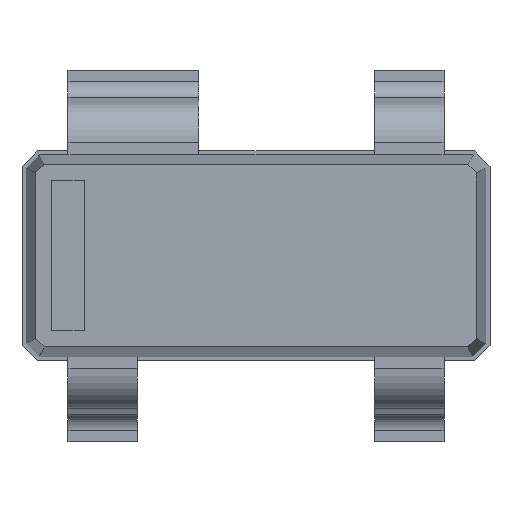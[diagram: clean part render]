
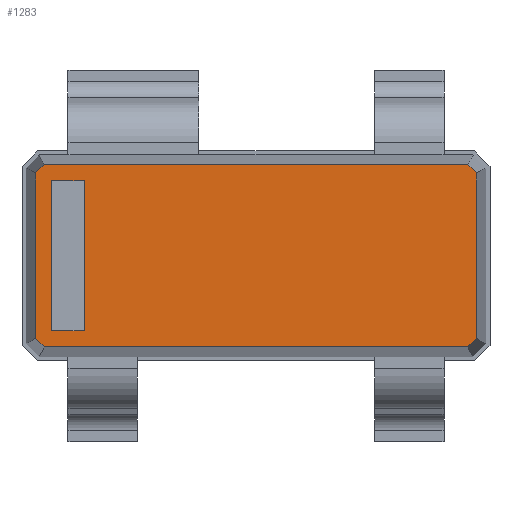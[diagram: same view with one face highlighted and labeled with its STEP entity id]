
A CAD part, top view. The second image highlights one B-rep face of the part: STEP entity #1283.
In plain terms, the highlighted planar face has unit normal (0, 0, 1).
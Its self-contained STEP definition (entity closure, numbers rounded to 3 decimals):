
#13=DIRECTION('',(0.,0.,1.));
#27=VECTOR('',#28,1.);
#28=DIRECTION('',(0.,1.,0.));
#51=VECTOR('',#52,1.);
#52=DIRECTION('',(0.707,0.707,0.));
#58=VECTOR('',#59,1.);
#59=DIRECTION('',(1.,0.,0.));
#65=VECTOR('',#66,1.);
#66=DIRECTION('',(0.707,-0.707,0.));
#72=VECTOR('',#73,1.);
#73=DIRECTION('',(0.,-1.,0.));
#79=VECTOR('',#80,1.);
#80=DIRECTION('',(-0.707,-0.707,0.));
#86=VECTOR('',#87,1.);
#87=DIRECTION('',(-1.,0.,0.));
#91=VECTOR('',#92,1.);
#92=DIRECTION('',(-0.707,0.707,0.));
#590=VERTEX_POINT('',#591);
#591=CARTESIAN_POINT('',(-1.313,-0.565,1.1));
#593=ORIENTED_EDGE('',*,*,#594,.F.);
#594=EDGE_CURVE('',#595,#590,#597,.T.);
#595=VERTEX_POINT('',#596);
#596=CARTESIAN_POINT('',(1.313,-0.565,1.1));
#597=LINE('',#596,#86);
#608=VERTEX_POINT('',#609);
#609=CARTESIAN_POINT('',(-1.365,-0.513,1.1));
#611=ORIENTED_EDGE('',*,*,#612,.F.);
#612=EDGE_CURVE('',#590,#608,#613,.T.);
#613=LINE('',#591,#91);
#622=VERTEX_POINT('',#623);
#623=CARTESIAN_POINT('',(-1.365,0.513,1.1));
#625=ORIENTED_EDGE('',*,*,#626,.F.);
#626=EDGE_CURVE('',#608,#622,#627,.T.);
#627=LINE('',#609,#27);
#636=VERTEX_POINT('',#637);
#637=CARTESIAN_POINT('',(-1.313,0.565,1.1));
#639=ORIENTED_EDGE('',*,*,#640,.F.);
#640=EDGE_CURVE('',#622,#636,#641,.T.);
#641=LINE('',#623,#51);
#666=VERTEX_POINT('',#667);
#667=CARTESIAN_POINT('',(1.313,0.565,1.1));
#669=ORIENTED_EDGE('',*,*,#670,.F.);
#670=EDGE_CURVE('',#636,#666,#671,.T.);
#671=LINE('',#637,#58);
#1283=ADVANCED_FACE('',(#1284,#1299),#1325,.T.);
#1284=FACE_BOUND('',#1285,.T.);
#1285=EDGE_LOOP('',(#625,#611,#593,#1286,#1291,#1296,#669,#639));
#1286=ORIENTED_EDGE('',*,*,#1287,.F.);
#1287=EDGE_CURVE('',#1288,#595,#1290,.T.);
#1288=VERTEX_POINT('',#1289);
#1289=CARTESIAN_POINT('',(1.365,-0.513,1.1));
#1290=LINE('',#1289,#79);
#1291=ORIENTED_EDGE('',*,*,#1292,.F.);
#1292=EDGE_CURVE('',#1293,#1288,#1295,.T.);
#1293=VERTEX_POINT('',#1294);
#1294=CARTESIAN_POINT('',(1.365,0.513,1.1));
#1295=LINE('',#1294,#72);
#1296=ORIENTED_EDGE('',*,*,#1297,.F.);
#1297=EDGE_CURVE('',#666,#1293,#1298,.T.);
#1298=LINE('',#667,#65);
#1299=FACE_BOUND('',#1300,.T.);
#1300=EDGE_LOOP('',(#1301,#1309,#1315,#1321));
#1301=ORIENTED_EDGE('',*,*,#1302,.T.);
#1302=EDGE_CURVE('',#1303,#1305,#1307,.T.);
#1303=VERTEX_POINT('',#1304);
#1304=CARTESIAN_POINT('',(-1.065,-0.465,1.1));
#1305=VERTEX_POINT('',#1306);
#1306=CARTESIAN_POINT('',(-1.265,-0.465,1.1));
#1307=LINE('',#1308,#86);
#1308=CARTESIAN_POINT('',(-1.315,-0.465,1.1));
#1309=ORIENTED_EDGE('',*,*,#1310,.T.);
#1310=EDGE_CURVE('',#1305,#1311,#1313,.T.);
#1311=VERTEX_POINT('',#1312);
#1312=CARTESIAN_POINT('',(-1.265,0.465,1.1));
#1313=LINE('',#1314,#27);
#1314=CARTESIAN_POINT('',(-1.265,-0.489,1.1));
#1315=ORIENTED_EDGE('',*,*,#1316,.F.);
#1316=EDGE_CURVE('',#1317,#1311,#1319,.T.);
#1317=VERTEX_POINT('',#1318);
#1318=CARTESIAN_POINT('',(-1.065,0.465,1.1));
#1319=LINE('',#1320,#86);
#1320=CARTESIAN_POINT('',(-1.315,0.465,1.1));
#1321=ORIENTED_EDGE('',*,*,#1322,.F.);
#1322=EDGE_CURVE('',#1303,#1317,#1323,.T.);
#1323=LINE('',#1324,#27);
#1324=CARTESIAN_POINT('',(-1.065,-0.489,1.1));
#1325=PLANE('',#1326);
#1326=AXIS2_PLACEMENT_3D('',#609,#13,#1327);
#1327=DIRECTION('',(0.936,0.352,0.));
